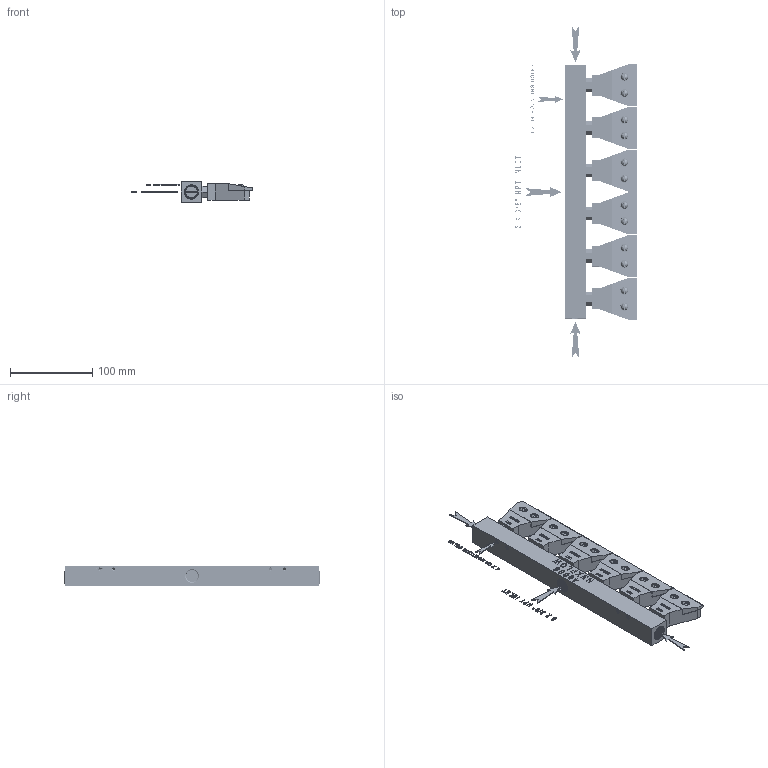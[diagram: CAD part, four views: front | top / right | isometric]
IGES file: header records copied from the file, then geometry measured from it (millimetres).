
Start section: START RECORD GO HERE.
Global section: file name: 46006+47011.igs; native system: DASSAULT SYSTEMES CATIA V5 R20 - www.3ds.com; preprocessor: CATIA Version 5 Release 20 ; author: DESIGNENG; organization: KJNDESIGN; date: 20150321.164118; units: millimetre
Bounding box: 148.46 x 404.14 x 25.4 mm (x, y, z)
Volume: 370612.5 mm3; surface area: 129419.6 mm2
Topology: 67 solids, 67 shells, 4126 faces, 10871 edges, 7050 vertices
Faces by surface type: plane 1490, bspline 1151, revolution 760, extrusion 725
